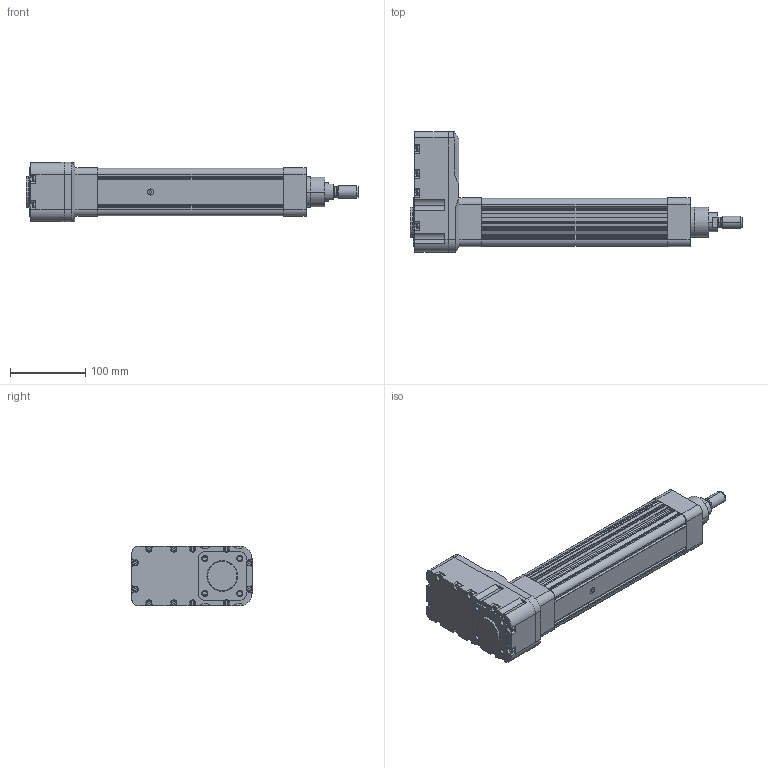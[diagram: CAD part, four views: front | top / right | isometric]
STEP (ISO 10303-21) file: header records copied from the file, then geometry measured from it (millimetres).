
FILE_DESCRIPTION(('HOOPS Exchange Step'),'2;1');
FILE_NAME('export-E6331305-0DD2-4DCB-8C4A-7D6263F667FF.stp','2024-05-14T15:03:52+02:00',('Engineering'),('Alibre'),'HOOPS Exchange 2023.0','Alibre','Unknown authorisation');
FILE_SCHEMA( ('AP242_MANAGED_MODEL_BASED_3D_ENGINEERING_MIM_LF {1 0 10303 442 1 1 4 }') );
Length unit declared in the file: millimetre
Products named in the file (6): 6840-1 Electronic Cylinder ISO 15552-B50-S150-P5-Non Geared-Anti rotation-IP55 IP65 - 5001hr; 6840-4 Electronic Cylinder ISO 15552-B50-S150-P5-Non Geared-Anti rotation-IP55 IP65 - BARREL; 6840-3 Electronic Cylinder ISO 15552-B50-S150-P5-Non Geared-Anti rotation-IP55 IP65 - 500211430hf; 6840-2 Electronic Cylinder ISO 15552-B50-S150-P5-Non Geared-Anti rotation-IP55 IP65 - GEARBOX; 6840-6 Electronic Cylinder ISO 15552-B50-S150-P5-Non Geared-Anti rotation-IP55 IP65 - Rod; 6840 Electronic Cylinder ISO 15552-B50-S150-P5-Non Geared-Anti rotation-IP55 IP65
Assembly tree (5 placements, depth 2):
  6840 Electronic Cylinder ISO 15552-B50-S150-P5-Non Geared-Anti rotation-IP55 IP65
    6840-1 Electronic Cylinder ISO 15552-B50-S150-P5-Non Geared-Anti rotation-IP55 IP65 - 5001hr
    6840-4 Electronic Cylinder ISO 15552-B50-S150-P5-Non Geared-Anti rotation-IP55 IP65 - BARREL
    6840-3 Electronic Cylinder ISO 15552-B50-S150-P5-Non Geared-Anti rotation-IP55 IP65 - 500211430hf
    6840-2 Electronic Cylinder ISO 15552-B50-S150-P5-Non Geared-Anti rotation-IP55 IP65 - GEARBOX
    6840-6 Electronic Cylinder ISO 15552-B50-S150-P5-Non Geared-Anti rotation-IP55 IP65 - Rod
Bounding box: 441 x 159.5 x 79 mm (x, y, z)
Volume: 617312.7 mm3; surface area: 261077.7 mm2
Topology: 2 solids, 421 shells, 650 faces, 2628 edges, 2324 vertices
Faces by surface type: plane 334, cylinder 254, cone 56, torus 6
Full cylindrical faces by diameter (mm): 4.134 x4, 14 x1, 50 x1
Entity records: 28724 total; most frequent: CARTESIAN_POINT 5706, DIRECTION 4812, ORIENTED_EDGE 3203, EDGE_CURVE 2620, VERTEX_POINT 2324, VECTOR 1704, LINE 1704, AXIS2_PLACEMENT_3D 1554
